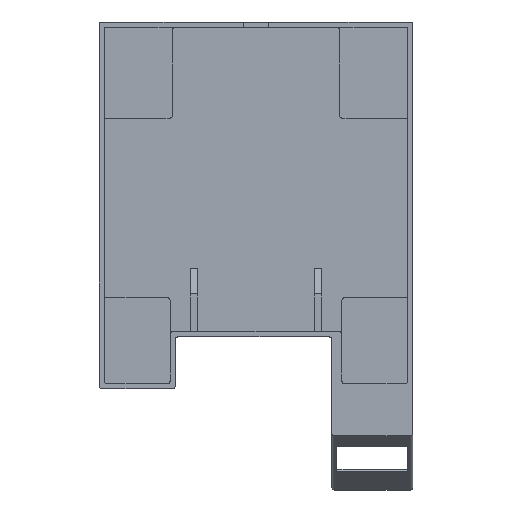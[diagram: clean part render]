
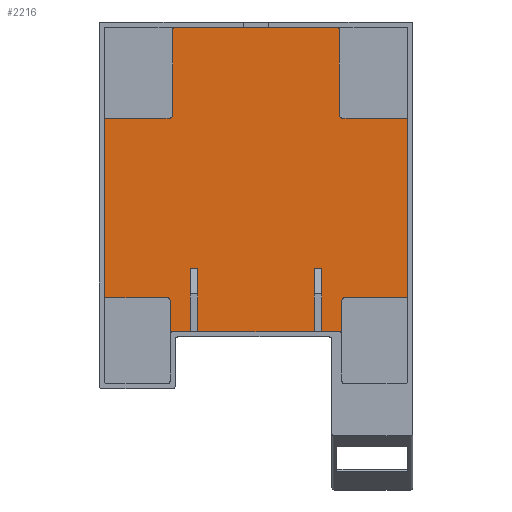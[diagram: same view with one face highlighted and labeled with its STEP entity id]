
A CAD part, top view. The second image highlights one B-rep face of the part: STEP entity #2216.
In plain terms, the highlighted planar face has unit normal (0, 0, 1).
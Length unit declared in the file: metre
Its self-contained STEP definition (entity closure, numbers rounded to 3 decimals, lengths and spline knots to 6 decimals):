
#93=CIRCLE('',#2382,0.001);
#94=CIRCLE('',#2383,0.001);
#95=CIRCLE('',#2384,0.001);
#96=CIRCLE('',#2385,0.001);
#97=CIRCLE('',#2386,0.001);
#98=CIRCLE('',#2387,0.001);
#99=CIRCLE('',#2388,0.001);
#100=CIRCLE('',#2389,0.001);
#101=CIRCLE('',#2390,0.001);
#102=CIRCLE('',#2391,0.001);
#103=CIRCLE('',#2392,0.001);
#104=CIRCLE('',#2393,0.001);
#312=ORIENTED_EDGE('',*,*,#954,.F.);
#313=ORIENTED_EDGE('',*,*,#955,.F.);
#314=ORIENTED_EDGE('',*,*,#956,.T.);
#315=ORIENTED_EDGE('',*,*,#860,.F.);
#316=ORIENTED_EDGE('',*,*,#957,.T.);
#317=ORIENTED_EDGE('',*,*,#958,.T.);
#318=ORIENTED_EDGE('',*,*,#959,.T.);
#319=ORIENTED_EDGE('',*,*,#960,.F.);
#320=ORIENTED_EDGE('',*,*,#961,.T.);
#321=ORIENTED_EDGE('',*,*,#962,.F.);
#322=ORIENTED_EDGE('',*,*,#963,.T.);
#323=ORIENTED_EDGE('',*,*,#964,.T.);
#324=ORIENTED_EDGE('',*,*,#965,.T.);
#325=ORIENTED_EDGE('',*,*,#966,.F.);
#326=ORIENTED_EDGE('',*,*,#967,.T.);
#327=ORIENTED_EDGE('',*,*,#837,.F.);
#328=ORIENTED_EDGE('',*,*,#968,.T.);
#329=ORIENTED_EDGE('',*,*,#969,.T.);
#330=ORIENTED_EDGE('',*,*,#970,.T.);
#331=ORIENTED_EDGE('',*,*,#971,.F.);
#332=ORIENTED_EDGE('',*,*,#972,.T.);
#333=ORIENTED_EDGE('',*,*,#973,.F.);
#334=ORIENTED_EDGE('',*,*,#974,.T.);
#335=ORIENTED_EDGE('',*,*,#975,.T.);
#336=ORIENTED_EDGE('',*,*,#976,.T.);
#337=ORIENTED_EDGE('',*,*,#977,.T.);
#338=ORIENTED_EDGE('',*,*,#978,.T.);
#339=ORIENTED_EDGE('',*,*,#868,.F.);
#340=ORIENTED_EDGE('',*,*,#979,.F.);
#341=ORIENTED_EDGE('',*,*,#980,.F.);
#342=ORIENTED_EDGE('',*,*,#981,.T.);
#343=ORIENTED_EDGE('',*,*,#864,.F.);
#837=EDGE_CURVE('',#1167,#1168,#1376,.T.);
#860=EDGE_CURVE('',#1186,#1187,#1395,.T.);
#864=EDGE_CURVE('',#1190,#1191,#1399,.T.);
#868=EDGE_CURVE('',#1194,#1195,#1403,.T.);
#954=EDGE_CURVE('',#1265,#1190,#1473,.T.);
#955=EDGE_CURVE('',#1266,#1265,#1474,.T.);
#956=EDGE_CURVE('',#1266,#1187,#1475,.T.);
#957=EDGE_CURVE('',#1186,#1267,#93,.T.);
#958=EDGE_CURVE('',#1267,#1268,#1476,.T.);
#959=EDGE_CURVE('',#1268,#1269,#94,.F.);
#960=EDGE_CURVE('',#1270,#1269,#1477,.T.);
#961=EDGE_CURVE('',#1270,#1271,#95,.T.);
#962=EDGE_CURVE('',#1272,#1271,#1478,.T.);
#963=EDGE_CURVE('',#1272,#1273,#96,.T.);
#964=EDGE_CURVE('',#1273,#1274,#1479,.T.);
#965=EDGE_CURVE('',#1274,#1275,#97,.F.);
#966=EDGE_CURVE('',#1276,#1275,#1480,.T.);
#967=EDGE_CURVE('',#1276,#1168,#98,.T.);
#968=EDGE_CURVE('',#1167,#1277,#99,.T.);
#969=EDGE_CURVE('',#1277,#1278,#1481,.T.);
#970=EDGE_CURVE('',#1278,#1279,#100,.F.);
#971=EDGE_CURVE('',#1280,#1279,#1482,.T.);
#972=EDGE_CURVE('',#1280,#1281,#101,.T.);
#973=EDGE_CURVE('',#1282,#1281,#1483,.T.);
#974=EDGE_CURVE('',#1282,#1283,#102,.T.);
#975=EDGE_CURVE('',#1283,#1284,#1484,.T.);
#976=EDGE_CURVE('',#1284,#1285,#103,.F.);
#977=EDGE_CURVE('',#1285,#1286,#1485,.T.);
#978=EDGE_CURVE('',#1286,#1195,#104,.T.);
#979=EDGE_CURVE('',#1287,#1194,#1486,.T.);
#980=EDGE_CURVE('',#1288,#1287,#1487,.T.);
#981=EDGE_CURVE('',#1288,#1191,#1488,.T.);
#1167=VERTEX_POINT('',#3259);
#1168=VERTEX_POINT('',#3261);
#1186=VERTEX_POINT('',#3305);
#1187=VERTEX_POINT('',#3306);
#1190=VERTEX_POINT('',#3312);
#1191=VERTEX_POINT('',#3314);
#1194=VERTEX_POINT('',#3320);
#1195=VERTEX_POINT('',#3322);
#1265=VERTEX_POINT('',#3487);
#1266=VERTEX_POINT('',#3489);
#1267=VERTEX_POINT('',#3492);
#1268=VERTEX_POINT('',#3494);
#1269=VERTEX_POINT('',#3496);
#1270=VERTEX_POINT('',#3498);
#1271=VERTEX_POINT('',#3500);
#1272=VERTEX_POINT('',#3502);
#1273=VERTEX_POINT('',#3504);
#1274=VERTEX_POINT('',#3506);
#1275=VERTEX_POINT('',#3508);
#1276=VERTEX_POINT('',#3510);
#1277=VERTEX_POINT('',#3513);
#1278=VERTEX_POINT('',#3515);
#1279=VERTEX_POINT('',#3517);
#1280=VERTEX_POINT('',#3519);
#1281=VERTEX_POINT('',#3521);
#1282=VERTEX_POINT('',#3523);
#1283=VERTEX_POINT('',#3525);
#1284=VERTEX_POINT('',#3527);
#1285=VERTEX_POINT('',#3529);
#1286=VERTEX_POINT('',#3531);
#1287=VERTEX_POINT('',#3534);
#1288=VERTEX_POINT('',#3536);
#1376=LINE('',#3260,#1625);
#1395=LINE('',#3304,#1644);
#1399=LINE('',#3313,#1648);
#1403=LINE('',#3321,#1652);
#1473=LINE('',#3486,#1722);
#1474=LINE('',#3488,#1723);
#1475=LINE('',#3490,#1724);
#1476=LINE('',#3493,#1725);
#1477=LINE('',#3497,#1726);
#1478=LINE('',#3501,#1727);
#1479=LINE('',#3505,#1728);
#1480=LINE('',#3509,#1729);
#1481=LINE('',#3514,#1730);
#1482=LINE('',#3518,#1731);
#1483=LINE('',#3522,#1732);
#1484=LINE('',#3526,#1733);
#1485=LINE('',#3530,#1734);
#1486=LINE('',#3533,#1735);
#1487=LINE('',#3535,#1736);
#1488=LINE('',#3537,#1737);
#1625=VECTOR('',#2592,1.);
#1644=VECTOR('',#2625,1.);
#1648=VECTOR('',#2629,1.);
#1652=VECTOR('',#2633,1.);
#1722=VECTOR('',#2753,1.);
#1723=VECTOR('',#2754,1.);
#1724=VECTOR('',#2755,1.);
#1725=VECTOR('',#2758,1.);
#1726=VECTOR('',#2761,1.);
#1727=VECTOR('',#2764,1.);
#1728=VECTOR('',#2767,1.);
#1729=VECTOR('',#2770,1.);
#1730=VECTOR('',#2775,1.);
#1731=VECTOR('',#2778,1.);
#1732=VECTOR('',#2781,1.);
#1733=VECTOR('',#2784,1.);
#1734=VECTOR('',#2787,1.);
#1735=VECTOR('',#2790,1.);
#1736=VECTOR('',#2791,1.);
#1737=VECTOR('',#2792,1.);
#1873=EDGE_LOOP('',(#312,#313,#314,#315,#316,#317,#318,#319,#320,#321,#322,
#323,#324,#325,#326,#327,#328,#329,#330,#331,#332,#333,#334,#335,#336,#337,
#338,#339,#340,#341,#342,#343));
#2012=FACE_BOUND('',#1873,.T.);
#2141=PLANE('',#2381);
#2216=ADVANCED_FACE('',(#2012),#2141,.T.);
#2381=AXIS2_PLACEMENT_3D('',#3485,#2751,#2752);
#2382=AXIS2_PLACEMENT_3D('',#3491,#2756,#2757);
#2383=AXIS2_PLACEMENT_3D('',#3495,#2759,#2760);
#2384=AXIS2_PLACEMENT_3D('',#3499,#2762,#2763);
#2385=AXIS2_PLACEMENT_3D('',#3503,#2765,#2766);
#2386=AXIS2_PLACEMENT_3D('',#3507,#2768,#2769);
#2387=AXIS2_PLACEMENT_3D('',#3511,#2771,#2772);
#2388=AXIS2_PLACEMENT_3D('',#3512,#2773,#2774);
#2389=AXIS2_PLACEMENT_3D('',#3516,#2776,#2777);
#2390=AXIS2_PLACEMENT_3D('',#3520,#2779,#2780);
#2391=AXIS2_PLACEMENT_3D('',#3524,#2782,#2783);
#2392=AXIS2_PLACEMENT_3D('',#3528,#2785,#2786);
#2393=AXIS2_PLACEMENT_3D('',#3532,#2788,#2789);
#2592=DIRECTION('',(1.,0.,0.));
#2625=DIRECTION('',(-1.,0.,0.));
#2629=DIRECTION('',(-1.,0.,0.));
#2633=DIRECTION('',(-1.,0.,0.));
#2751=DIRECTION('',(0.,0.,1.));
#2752=DIRECTION('',(1.,0.,0.));
#2753=DIRECTION('',(0.,-1.,0.));
#2754=DIRECTION('',(-1.,0.,0.));
#2755=DIRECTION('',(0.,-1.,0.));
#2756=DIRECTION('',(0.,0.,1.));
#2757=DIRECTION('',(1.,0.,0.));
#2758=DIRECTION('',(0.,1.,0.));
#2759=DIRECTION('',(0.,0.,1.));
#2760=DIRECTION('',(1.,0.,0.));
#2761=DIRECTION('',(-1.,0.,0.));
#2762=DIRECTION('',(0.,0.,1.));
#2763=DIRECTION('',(1.,0.,0.));
#2764=DIRECTION('',(0.,-1.,0.));
#2765=DIRECTION('',(0.,0.,1.));
#2766=DIRECTION('',(1.,0.,0.));
#2767=DIRECTION('',(-1.,0.,0.));
#2768=DIRECTION('',(0.,0.,1.));
#2769=DIRECTION('',(1.,0.,0.));
#2770=DIRECTION('',(0.,-1.,0.));
#2771=DIRECTION('',(0.,0.,1.));
#2772=DIRECTION('',(1.,0.,0.));
#2773=DIRECTION('',(0.,0.,1.));
#2774=DIRECTION('',(1.,0.,0.));
#2775=DIRECTION('',(0.,-1.,0.));
#2776=DIRECTION('',(0.,0.,1.));
#2777=DIRECTION('',(1.,0.,0.));
#2778=DIRECTION('',(1.,0.,0.));
#2779=DIRECTION('',(0.,0.,1.));
#2780=DIRECTION('',(1.,0.,0.));
#2781=DIRECTION('',(0.,1.,0.));
#2782=DIRECTION('',(0.,0.,1.));
#2783=DIRECTION('',(1.,0.,0.));
#2784=DIRECTION('',(1.,0.,0.));
#2785=DIRECTION('',(0.,0.,1.));
#2786=DIRECTION('',(1.,0.,0.));
#2787=DIRECTION('',(0.,-1.,0.));
#2788=DIRECTION('',(0.,0.,1.));
#2789=DIRECTION('',(1.,0.,0.));
#2790=DIRECTION('',(0.,-1.,0.));
#2791=DIRECTION('',(-1.,0.,0.));
#2792=DIRECTION('',(0.,-1.,0.));
#3259=CARTESIAN_POINT('',(-0.032,0.0705,0.002));
#3260=CARTESIAN_POINT('',(0.,0.0705,0.002));
#3261=CARTESIAN_POINT('',(0.032,0.0705,0.002));
#3304=CARTESIAN_POINT('',(0.,-0.05,0.002));
#3305=CARTESIAN_POINT('',(0.033,-0.05,0.002));
#3306=CARTESIAN_POINT('',(0.02605,-0.05,0.002));
#3312=CARTESIAN_POINT('',(0.02305,-0.05,0.002));
#3313=CARTESIAN_POINT('',(0.,-0.05,0.002));
#3314=CARTESIAN_POINT('',(-0.02305,-0.05,0.002));
#3320=CARTESIAN_POINT('',(-0.02605,-0.05,0.002));
#3321=CARTESIAN_POINT('',(0.,-0.05,0.002));
#3322=CARTESIAN_POINT('',(-0.033,-0.05,0.002));
#3485=CARTESIAN_POINT('',(0.,0.,0.002));
#3486=CARTESIAN_POINT('',(0.02305,-0.025,0.002));
#3487=CARTESIAN_POINT('',(0.02305,-0.025,0.002));
#3488=CARTESIAN_POINT('',(0.,-0.025,0.002));
#3489=CARTESIAN_POINT('',(0.02605,-0.025,0.002));
#3490=CARTESIAN_POINT('',(0.02605,-0.025,0.002));
#3491=CARTESIAN_POINT('',(0.033,-0.049,0.002));
#3492=CARTESIAN_POINT('',(0.034,-0.049,0.002));
#3493=CARTESIAN_POINT('',(0.034,-0.0535,0.002));
#3494=CARTESIAN_POINT('',(0.034,-0.0375,0.002));
#3495=CARTESIAN_POINT('',(0.035,-0.0375,0.002));
#3496=CARTESIAN_POINT('',(0.035,-0.0365,0.002));
#3497=CARTESIAN_POINT('',(0.047,-0.0365,0.002));
#3498=CARTESIAN_POINT('',(0.059,-0.0365,0.002));
#3499=CARTESIAN_POINT('',(0.059,-0.0355,0.002));
#3500=CARTESIAN_POINT('',(0.06,-0.0355,0.002));
#3501=CARTESIAN_POINT('',(0.06,0.,0.002));
#3502=CARTESIAN_POINT('',(0.06,0.0335,0.002));
#3503=CARTESIAN_POINT('',(0.059,0.0335,0.002));
#3504=CARTESIAN_POINT('',(0.059,0.0345,0.002));
#3505=CARTESIAN_POINT('',(0.0465,0.0345,0.002));
#3506=CARTESIAN_POINT('',(0.034,0.0345,0.002));
#3507=CARTESIAN_POINT('',(0.034,0.0355,0.002));
#3508=CARTESIAN_POINT('',(0.033,0.0355,0.002));
#3509=CARTESIAN_POINT('',(0.033,0.0525,0.002));
#3510=CARTESIAN_POINT('',(0.033,0.0695,0.002));
#3511=CARTESIAN_POINT('',(0.032,0.0695,0.002));
#3512=CARTESIAN_POINT('',(-0.032,0.0695,0.002));
#3513=CARTESIAN_POINT('',(-0.033,0.0695,0.002));
#3514=CARTESIAN_POINT('',(-0.033,0.0525,0.002));
#3515=CARTESIAN_POINT('',(-0.033,0.0355,0.002));
#3516=CARTESIAN_POINT('',(-0.034,0.0355,0.002));
#3517=CARTESIAN_POINT('',(-0.034,0.0345,0.002));
#3518=CARTESIAN_POINT('',(-0.0465,0.0345,0.002));
#3519=CARTESIAN_POINT('',(-0.059,0.0345,0.002));
#3520=CARTESIAN_POINT('',(-0.059,0.0335,0.002));
#3521=CARTESIAN_POINT('',(-0.06,0.0335,0.002));
#3522=CARTESIAN_POINT('',(-0.06,0.,0.002));
#3523=CARTESIAN_POINT('',(-0.06,-0.0355,0.002));
#3524=CARTESIAN_POINT('',(-0.059,-0.0355,0.002));
#3525=CARTESIAN_POINT('',(-0.059,-0.0365,0.002));
#3526=CARTESIAN_POINT('',(-0.047,-0.0365,0.002));
#3527=CARTESIAN_POINT('',(-0.035,-0.0365,0.002));
#3528=CARTESIAN_POINT('',(-0.035,-0.0375,0.002));
#3529=CARTESIAN_POINT('',(-0.034,-0.0375,0.002));
#3530=CARTESIAN_POINT('',(-0.034,-0.06025,0.002));
#3531=CARTESIAN_POINT('',(-0.034,-0.049,0.002));
#3532=CARTESIAN_POINT('',(-0.033,-0.049,0.002));
#3533=CARTESIAN_POINT('',(-0.02605,-0.025,0.002));
#3534=CARTESIAN_POINT('',(-0.02605,-0.025,0.002));
#3535=CARTESIAN_POINT('',(0.,-0.025,0.002));
#3536=CARTESIAN_POINT('',(-0.02305,-0.025,0.002));
#3537=CARTESIAN_POINT('',(-0.02305,-0.025,0.002));
